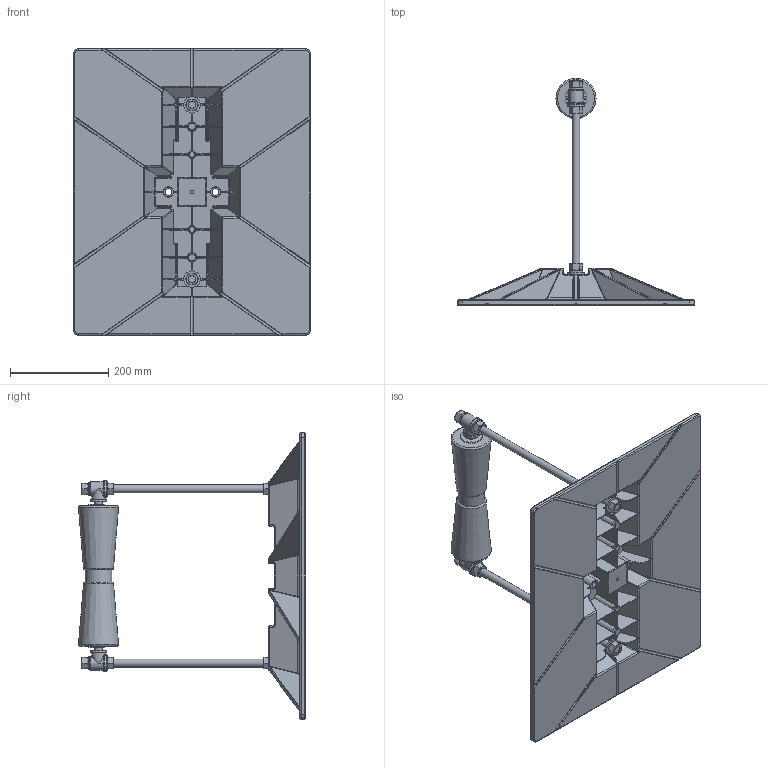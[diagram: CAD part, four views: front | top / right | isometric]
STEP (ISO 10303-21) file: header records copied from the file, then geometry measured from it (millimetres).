
FILE_DESCRIPTION((''),'2;1');
FILE_NAME('8-RAH-18.stp','2012-11-21T10:01:11',('rdavis'),(''),'Autodesk Inventor 2013','Autodesk Inventor 2013','');
FILE_SCHEMA(('AUTOMOTIVE_DESIGN { 1 0 10303 214 1 1 1 1 }'));
Length unit declared in the file: inch
Products named in the file (13): 8-RAH-18; 19x23 No Logo; Threaded Rod 0; Circular Washer (Inch) 5/8; Regular Helical Spring Lock Washer (Inch) 5/8; Hex Nut - Inch 5/8 - 18; 5_8 T-Yolk; Roller 12; Roller 12 - Shaft; 12 Roller - Roller; Roller 12 - Bushing; 5_8 T-Yolk_MIR
Assembly tree (29 placements, depth 3):
  8-RAH-18
    19x23 No Logo
    Threaded Rod 0  x2
    Circular Washer (Inch) 5/8  x6
    Regular Helical Spring Lock Washer (Inch) 5/8  x4
    Hex Nut - Inch 5/8 - 18  x8
    5_8 T-Yolk
    Threaded Rod 0
    Roller 12
      Roller 12 - Shaft
      12 Roller - Roller
      Roller 12 - Bushing  x2
    5_8 T-Yolk_MIR
Bounding box: 482.6 x 463.52 x 584.2 mm (x, y, z)
Volume: 4736399.8 mm3; surface area: 1211117.9 mm2
Topology: 28 solids, 28 shells, 2699 faces, 6795 edges, 4247 vertices
Faces by surface type: plane 1108, cylinder 616, bspline 568, cone 186, torus 153, sphere 68
Full cylindrical faces by diameter (mm): 6.35 x1, 13.386 x2, 14.351 x8, 15.875 x3, 17.463 x4, 17.475 x6, 28.575 x4, 33.338 x2, 33.35 x6, 34.925 x1, 38.1 x2, 44.45 x2, 53.975 x1
Entity records: 100073 total; most frequent: CARTESIAN_POINT 44988, ORIENTED_EDGE 11870, DIRECTION 9709, EDGE_CURVE 5935, VERTEX_POINT 3784, VECTOR 3273, LINE 3273, AXIS2_PLACEMENT_3D 3218
